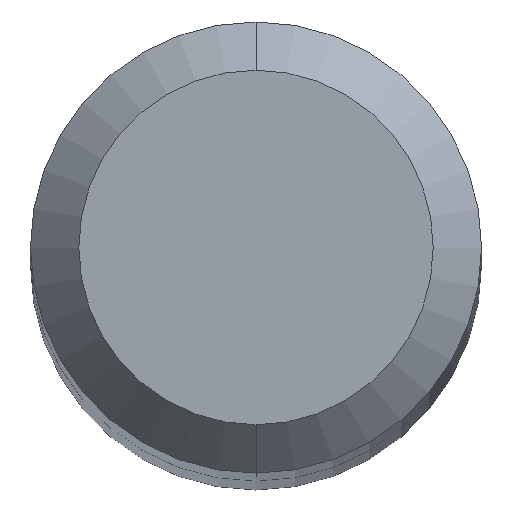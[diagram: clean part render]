
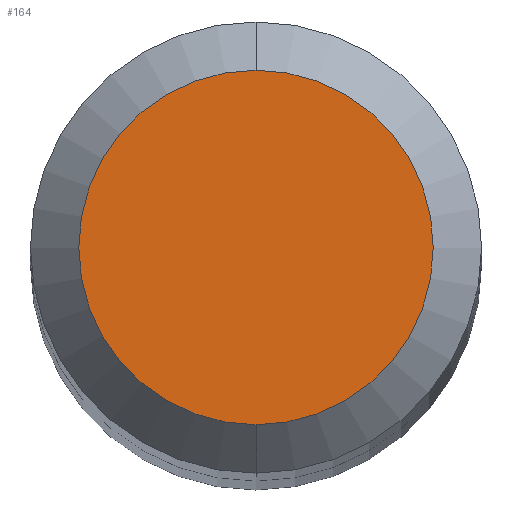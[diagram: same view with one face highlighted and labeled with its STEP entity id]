
A CAD part, top view. The second image highlights one B-rep face of the part: STEP entity #164.
In plain terms, the highlighted planar face has unit normal (0, 0, 1).
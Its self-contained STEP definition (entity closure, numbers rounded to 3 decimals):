
#29 = VERTEX_POINT ( 'NONE', #50 ) ;
#34 = ORIENTED_EDGE ( 'NONE', *, *, #170, .F. ) ;
#36 = DIRECTION ( 'NONE',  ( 0., 0., -1. ) ) ;
#50 = CARTESIAN_POINT ( 'NONE',  ( 0., -1.1, 61. ) ) ;
#52 = EDGE_CURVE ( 'NONE', #29, #212, #166, .T. ) ;
#54 = CARTESIAN_POINT ( 'NONE',  ( 0., 0., 61. ) ) ;
#71 = DIRECTION ( 'NONE',  ( 0., 1., 0. ) ) ;
#72 = AXIS2_PLACEMENT_3D ( 'NONE', #334, #36, #219 ) ;
#155 = DIRECTION ( 'NONE',  ( 0., 1., 0. ) ) ;
#164 = ADVANCED_FACE ( 'NONE', ( #263 ), #272, .F. ) ;
#165 = CARTESIAN_POINT ( 'NONE',  ( 0., 0., 61. ) ) ;
#166 = CIRCLE ( 'NONE', #218, 1.1 ) ;
#170 = EDGE_CURVE ( 'NONE', #212, #29, #280, .T. ) ;
#171 = DIRECTION ( 'NONE',  ( 0., 0., -1. ) ) ;
#212 = VERTEX_POINT ( 'NONE', #224 ) ;
#218 = AXIS2_PLACEMENT_3D ( 'NONE', #54, #171, #155 ) ;
#219 = DIRECTION ( 'NONE',  ( 0., 1., 0. ) ) ;
#224 = CARTESIAN_POINT ( 'NONE',  ( 0., 1.1, 61. ) ) ;
#233 = AXIS2_PLACEMENT_3D ( 'NONE', #165, #309, #71 ) ;
#263 = FACE_OUTER_BOUND ( 'NONE', #324, .T. ) ;
#272 = PLANE ( 'NONE',  #72 ) ;
#280 = CIRCLE ( 'NONE', #233, 1.1 ) ;
#299 = ORIENTED_EDGE ( 'NONE', *, *, #52, .F. ) ;
#309 = DIRECTION ( 'NONE',  ( 0., 0., -1. ) ) ;
#324 = EDGE_LOOP ( 'NONE', ( #34, #299 ) ) ;
#334 = CARTESIAN_POINT ( 'NONE',  ( 0., 0., 61. ) ) ;
